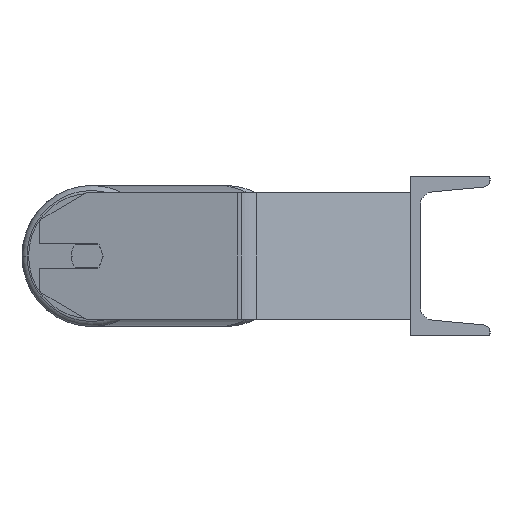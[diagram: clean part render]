
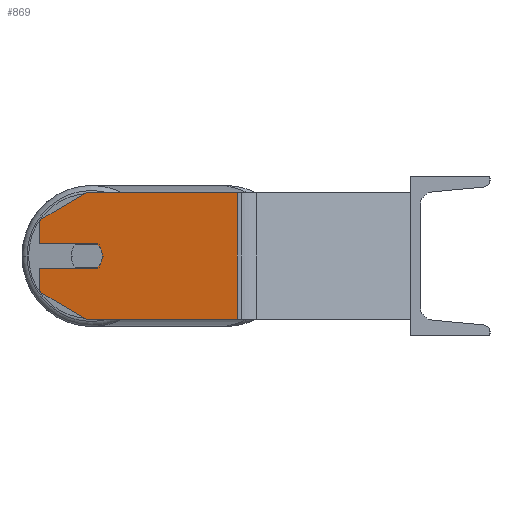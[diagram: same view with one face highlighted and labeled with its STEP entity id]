
A CAD part, left-side view. The second image highlights one B-rep face of the part: STEP entity #869.
In plain terms, the highlighted planar face has unit normal (-0.985, 0.174, 0).
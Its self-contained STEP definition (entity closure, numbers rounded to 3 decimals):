
#21 = CARTESIAN_POINT ( 'NONE',  ( -733.995, 233.882, 40. ) ) ;
#61 = CARTESIAN_POINT ( 'NONE',  ( -739.205, 204.338, 0. ) ) ;
#125 = AXIS2_PLACEMENT_3D ( 'NONE', #8820, #447, #2686 ) ;
#239 = ORIENTED_EDGE ( 'NONE', *, *, #2956, .T. ) ;
#382 = EDGE_LOOP ( 'NONE', ( #3879, #239, #2279, #5921, #582, #6537, #5848, #900, #8362, #5118, #735 ) ) ;
#422 = VERTEX_POINT ( 'NONE', #1251 ) ;
#432 = EDGE_CURVE ( 'NONE', #8842, #7767, #7561, .T. ) ;
#447 = DIRECTION ( 'NONE',  ( -0.985, 0.174, 0. ) ) ;
#520 = VERTEX_POINT ( 'NONE', #1476 ) ;
#582 = ORIENTED_EDGE ( 'NONE', *, *, #432, .F. ) ;
#674 = FACE_OUTER_BOUND ( 'NONE', #382, .T. ) ;
#711 = CARTESIAN_POINT ( 'NONE',  ( -755.932, 109.472, 40. ) ) ;
#735 = ORIENTED_EDGE ( 'NONE', *, *, #5440, .F. ) ;
#869 = ADVANCED_FACE ( 'NONE', ( #674 ), #2860, .F. ) ;
#900 = ORIENTED_EDGE ( 'NONE', *, *, #4332, .F. ) ;
#1045 = CARTESIAN_POINT ( 'NONE',  ( -733.995, 233.882, 40. ) ) ;
#1053 = LINE ( 'NONE', #1705, #3869 ) ;
#1125 = LINE ( 'NONE', #2755, #3964 ) ;
#1251 = CARTESIAN_POINT ( 'NONE',  ( -740.941, 194.489, 0. ) ) ;
#1280 = EDGE_CURVE ( 'NONE', #520, #1696, #2446, .T. ) ;
#1476 = CARTESIAN_POINT ( 'NONE',  ( -733.995, 233.882, -8. ) ) ;
#1490 = CARTESIAN_POINT ( 'NONE',  ( -755.932, 109.472, -40. ) ) ;
#1696 = VERTEX_POINT ( 'NONE', #5805 ) ;
#1705 = CARTESIAN_POINT ( 'NONE',  ( -733.995, 233.882, -40. ) ) ;
#1765 = DIRECTION ( 'NONE',  ( -0.174, -0.985, 0. ) ) ;
#1882 = CARTESIAN_POINT ( 'NONE',  ( -740.247, 198.429, -8. ) ) ;
#2035 = DIRECTION ( 'NONE',  ( -0.174, -0.985, 0. ) ) ;
#2072 = VECTOR ( 'NONE', #8387, 1000. ) ;
#2279 = ORIENTED_EDGE ( 'NONE', *, *, #8995, .T. ) ;
#2308 = CARTESIAN_POINT ( 'NONE',  ( -733.995, 233.882, 8. ) ) ;
#2446 = LINE ( 'NONE', #1045, #4913 ) ;
#2489 = VERTEX_POINT ( 'NONE', #6840 ) ;
#2686 = DIRECTION ( 'NONE',  ( -0.174, -0.985, 0. ) ) ;
#2755 = CARTESIAN_POINT ( 'NONE',  ( -739.205, 204.338, -40. ) ) ;
#2765 = CARTESIAN_POINT ( 'NONE',  ( -733.995, 233.882, 8. ) ) ;
#2796 = AXIS2_PLACEMENT_3D ( 'NONE', #61, #5688, #2035 ) ;
#2831 = VECTOR ( 'NONE', #7903, 1000. ) ;
#2860 = PLANE ( 'NONE',  #8383 ) ;
#2956 = EDGE_CURVE ( 'NONE', #1696, #5091, #1125, .T. ) ;
#3119 = VERTEX_POINT ( 'NONE', #1490 ) ;
#3864 = VERTEX_POINT ( 'NONE', #5643 ) ;
#3869 = VECTOR ( 'NONE', #6653, 1000. ) ;
#3879 = ORIENTED_EDGE ( 'NONE', *, *, #1280, .T. ) ;
#3909 = EDGE_CURVE ( 'NONE', #7595, #422, #3980, .T. ) ;
#3964 = VECTOR ( 'NONE', #6775, 1000. ) ;
#3980 = CIRCLE ( 'NONE', #2796, 10. ) ;
#4156 = DIRECTION ( 'NONE',  ( 0., 0., -1. ) ) ;
#4193 = EDGE_CURVE ( 'NONE', #422, #2489, #7092, .T. ) ;
#4300 = CARTESIAN_POINT ( 'NONE',  ( -739.205, 204.338, 40. ) ) ;
#4332 = EDGE_CURVE ( 'NONE', #2489, #7475, #9083, .T. ) ;
#4640 = CARTESIAN_POINT ( 'NONE',  ( -733.995, 233.882, 40. ) ) ;
#4913 = VECTOR ( 'NONE', #4156, 1000. ) ;
#5091 = VERTEX_POINT ( 'NONE', #7323 ) ;
#5118 = ORIENTED_EDGE ( 'NONE', *, *, #3909, .F. ) ;
#5275 = LINE ( 'NONE', #1882, #8532 ) ;
#5341 = CARTESIAN_POINT ( 'NONE',  ( -733.995, 233.882, 40. ) ) ;
#5417 = CARTESIAN_POINT ( 'NONE',  ( -740.247, 198.429, -8. ) ) ;
#5440 = EDGE_CURVE ( 'NONE', #520, #7595, #5275, .T. ) ;
#5643 = CARTESIAN_POINT ( 'NONE',  ( -733.995, 233.882, 22.679 ) ) ;
#5680 = DIRECTION ( 'NONE',  ( 0.985, -0.174, 0. ) ) ;
#5688 = DIRECTION ( 'NONE',  ( -0.985, 0.174, 0. ) ) ;
#5805 = CARTESIAN_POINT ( 'NONE',  ( -733.995, 233.882, -22.679 ) ) ;
#5848 = ORIENTED_EDGE ( 'NONE', *, *, #7508, .T. ) ;
#5921 = ORIENTED_EDGE ( 'NONE', *, *, #8638, .F. ) ;
#5939 = LINE ( 'NONE', #8745, #2831 ) ;
#6234 = LINE ( 'NONE', #6927, #6354 ) ;
#6354 = VECTOR ( 'NONE', #8349, 1000. ) ;
#6537 = ORIENTED_EDGE ( 'NONE', *, *, #6798, .T. ) ;
#6598 = LINE ( 'NONE', #4640, #7996 ) ;
#6653 = DIRECTION ( 'NONE',  ( -0.174, -0.985, 0. ) ) ;
#6704 = DIRECTION ( 'NONE',  ( 0., 0., -1. ) ) ;
#6775 = DIRECTION ( 'NONE',  ( -0.15, -0.853, -0.5 ) ) ;
#6798 = EDGE_CURVE ( 'NONE', #8842, #3864, #6234, .T. ) ;
#6840 = CARTESIAN_POINT ( 'NONE',  ( -740.247, 198.429, 8. ) ) ;
#6927 = CARTESIAN_POINT ( 'NONE',  ( -733.995, 233.882, 22.679 ) ) ;
#7092 = CIRCLE ( 'NONE', #125, 10. ) ;
#7323 = CARTESIAN_POINT ( 'NONE',  ( -739.205, 204.338, -40. ) ) ;
#7475 = VERTEX_POINT ( 'NONE', #2308 ) ;
#7508 = EDGE_CURVE ( 'NONE', #3864, #7475, #6598, .T. ) ;
#7549 = VECTOR ( 'NONE', #1765, 1000. ) ;
#7561 = LINE ( 'NONE', #5341, #7549 ) ;
#7595 = VERTEX_POINT ( 'NONE', #5417 ) ;
#7767 = VERTEX_POINT ( 'NONE', #711 ) ;
#7903 = DIRECTION ( 'NONE',  ( 0., 0., -1. ) ) ;
#7996 = VECTOR ( 'NONE', #6704, 1000. ) ;
#8070 = DIRECTION ( 'NONE',  ( -0.174, -0.985, 0. ) ) ;
#8349 = DIRECTION ( 'NONE',  ( 0.15, 0.853, -0.5 ) ) ;
#8362 = ORIENTED_EDGE ( 'NONE', *, *, #4193, .F. ) ;
#8383 = AXIS2_PLACEMENT_3D ( 'NONE', #21, #5680, #9048 ) ;
#8387 = DIRECTION ( 'NONE',  ( 0.174, 0.985, 0. ) ) ;
#8532 = VECTOR ( 'NONE', #8070, 1000. ) ;
#8638 = EDGE_CURVE ( 'NONE', #7767, #3119, #5939, .T. ) ;
#8745 = CARTESIAN_POINT ( 'NONE',  ( -755.932, 109.472, 40. ) ) ;
#8820 = CARTESIAN_POINT ( 'NONE',  ( -739.205, 204.338, 0. ) ) ;
#8842 = VERTEX_POINT ( 'NONE', #4300 ) ;
#8995 = EDGE_CURVE ( 'NONE', #5091, #3119, #1053, .T. ) ;
#9048 = DIRECTION ( 'NONE',  ( 0.174, 0.985, 0. ) ) ;
#9083 = LINE ( 'NONE', #2765, #2072 ) ;
